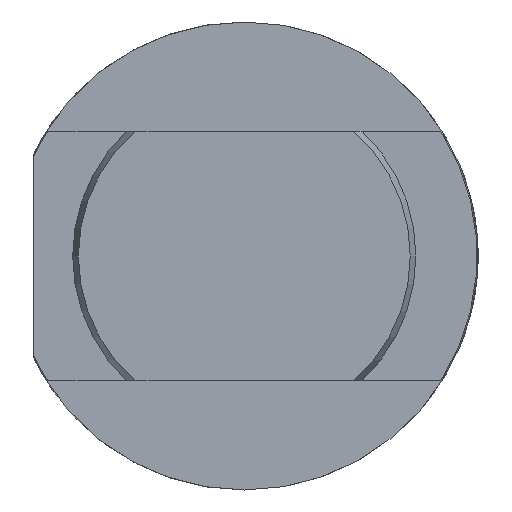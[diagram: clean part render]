
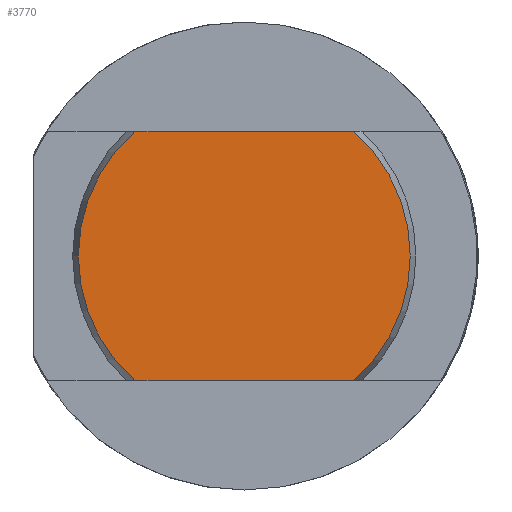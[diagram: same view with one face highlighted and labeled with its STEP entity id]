
A CAD part, left-side view. The second image highlights one B-rep face of the part: STEP entity #3770.
In plain terms, the highlighted planar face has unit normal (-1, 0, 0).
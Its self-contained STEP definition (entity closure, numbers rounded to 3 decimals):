
#623 = EDGE_LOOP ( 'NONE', ( #1960, #1961, #1983, #1973 ) ) ;
#805 = CARTESIAN_POINT ( 'NONE',  ( 0., 0., 0. ) ) ;
#810 = DIRECTION ( 'NONE',  ( -1., 0., 0. ) ) ;
#811 = DIRECTION ( 'NONE',  ( 0., 0., -1. ) ) ;
#841 = CARTESIAN_POINT ( 'NONE',  ( 0., 0., 0. ) ) ;
#850 = CARTESIAN_POINT ( 'NONE',  ( 0., 12.75, -8. ) ) ;
#851 = DIRECTION ( 'NONE',  ( 0., 1., 0. ) ) ;
#853 = DIRECTION ( 'NONE',  ( -1., 0., 0. ) ) ;
#854 = DIRECTION ( 'NONE',  ( 0., 0., -1. ) ) ;
#855 = CARTESIAN_POINT ( 'NONE',  ( 0., 12.75, 8. ) ) ;
#856 = DIRECTION ( 'NONE',  ( 0., -1., 0. ) ) ;
#1367 = CARTESIAN_POINT ( 'NONE',  ( 0., -7.009, 8. ) ) ;
#1368 = CARTESIAN_POINT ( 'NONE',  ( 0., -7.009, -8. ) ) ;
#1378 = CARTESIAN_POINT ( 'NONE',  ( 0., 7.009, -8. ) ) ;
#1384 = CARTESIAN_POINT ( 'NONE',  ( 0., 7.009, 8. ) ) ;
#1647 = CARTESIAN_POINT ( 'NONE',  ( 0., 0., 0. ) ) ;
#1648 = PLANE ( 'NONE',  #3296 ) ;
#1649 = DIRECTION ( 'NONE',  ( 1., 0., 0. ) ) ;
#1650 = DIRECTION ( 'NONE',  ( 0., 0., -1. ) ) ;
#1960 = ORIENTED_EDGE ( 'NONE', *, *, #2981, .T. ) ;
#1961 = ORIENTED_EDGE ( 'NONE', *, *, #2980, .F. ) ;
#1973 = ORIENTED_EDGE ( 'NONE', *, *, #2982, .F. ) ;
#1983 = ORIENTED_EDGE ( 'NONE', *, *, #2968, .T. ) ;
#2082 = CIRCLE ( 'NONE', #2821, 10.636 ) ;
#2085 = LINE ( 'NONE', #855, #2092 ) ;
#2090 = LINE ( 'NONE', #850, #2091 ) ;
#2091 = VECTOR ( 'NONE', #851, 1000. ) ;
#2092 = VECTOR ( 'NONE', #856, 1000. ) ;
#2096 = CIRCLE ( 'NONE', #3175, 10.636 ) ;
#2439 = FACE_OUTER_BOUND ( 'NONE', #623, .T. ) ;
#2821 = AXIS2_PLACEMENT_3D ( 'NONE', #805, #810, #811 ) ;
#2968 = EDGE_CURVE ( 'NONE', #3529, #3410, #2082, .T. ) ;
#2980 = EDGE_CURVE ( 'NONE', #3529, #3617, #2090, .T. ) ;
#2981 = EDGE_CURVE ( 'NONE', #3624, #3617, #2096, .T. ) ;
#2982 = EDGE_CURVE ( 'NONE', #3624, #3410, #2085, .T. ) ;
#3175 = AXIS2_PLACEMENT_3D ( 'NONE', #841, #853, #854 ) ;
#3296 = AXIS2_PLACEMENT_3D ( 'NONE', #1647, #1649, #1650 ) ;
#3410 = VERTEX_POINT ( 'NONE', #1367 ) ;
#3529 = VERTEX_POINT ( 'NONE', #1368 ) ;
#3617 = VERTEX_POINT ( 'NONE', #1378 ) ;
#3624 = VERTEX_POINT ( 'NONE', #1384 ) ;
#3770 = ADVANCED_FACE ( 'NONE', ( #2439 ), #1648, .F. ) ;
